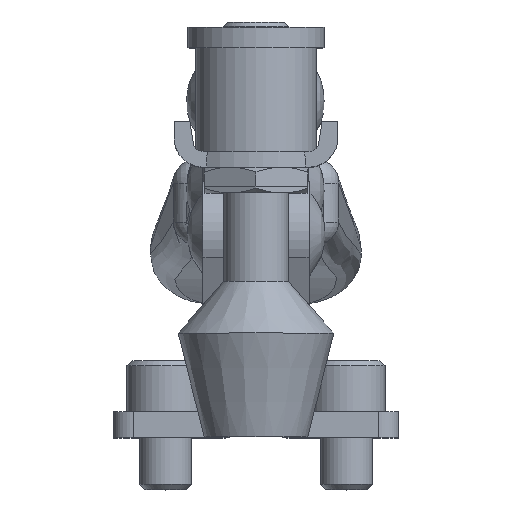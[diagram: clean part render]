
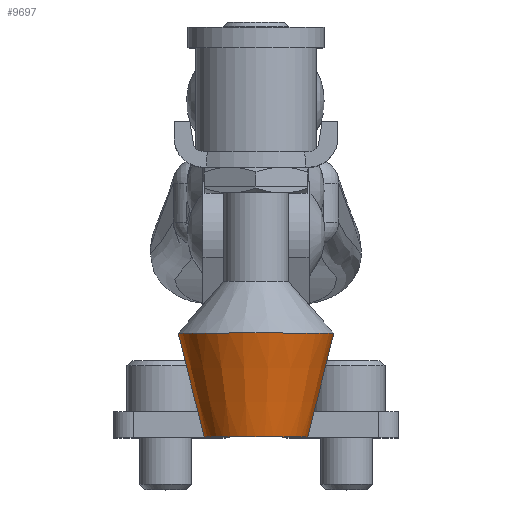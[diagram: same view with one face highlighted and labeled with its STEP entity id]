
A CAD part, top view. The second image highlights one B-rep face of the part: STEP entity #9697.
In plain terms, the highlighted conical face has half-angle 14.036 degrees and reference radius 7.938 mm.
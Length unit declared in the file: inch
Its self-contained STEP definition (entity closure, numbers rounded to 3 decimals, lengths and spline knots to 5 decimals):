
#41=CONICAL_SURFACE('',#10623,0.3125,0.245);
#1422=LINE('',#22666,#2210);
#2210=VECTOR('',#12766,0.3125);
#3139=FACE_OUTER_BOUND('',#3728,.T.);
#3728=EDGE_LOOP('',(#9061,#9062,#9063,#9064));
#3990=CIRCLE('',#10622,0.375);
#3991=CIRCLE('',#10624,0.25);
#4894=VERTEX_POINT('',#22660);
#4895=VERTEX_POINT('',#22664);
#6282=EDGE_CURVE('',#4894,#4894,#3990,.T.);
#6284=EDGE_CURVE('',#4895,#4895,#3991,.T.);
#6285=EDGE_CURVE('',#4895,#4894,#1422,.T.);
#9061=ORIENTED_EDGE('',*,*,#6284,.F.);
#9062=ORIENTED_EDGE('',*,*,#6285,.T.);
#9063=ORIENTED_EDGE('',*,*,#6282,.T.);
#9064=ORIENTED_EDGE('',*,*,#6285,.F.);
#9697=ADVANCED_FACE('',(#3139),#41,.T.);
#10622=AXIS2_PLACEMENT_3D('',#22661,#12759,#12760);
#10623=AXIS2_PLACEMENT_3D('',#22663,#12762,#12763);
#10624=AXIS2_PLACEMENT_3D('',#22665,#12764,#12765);
#12759=DIRECTION('center_axis',(0.,-1.,0.));
#12760=DIRECTION('ref_axis',(1.,0.,0.));
#12762=DIRECTION('center_axis',(0.,1.,0.));
#12763=DIRECTION('ref_axis',(1.,0.,0.));
#12764=DIRECTION('center_axis',(0.,-1.,0.));
#12765=DIRECTION('ref_axis',(1.,0.,0.));
#12766=DIRECTION('',(-0.243,0.97,0.));
#22660=CARTESIAN_POINT('',(-0.375,0.5,0.));
#22661=CARTESIAN_POINT('Origin',(0.,0.5,0.));
#22663=CARTESIAN_POINT('Origin',(0.,0.25,0.));
#22664=CARTESIAN_POINT('',(-0.25,0.,0.));
#22665=CARTESIAN_POINT('Origin',(0.,0.,0.));
#22666=CARTESIAN_POINT('',(-0.3125,0.25,0.));
